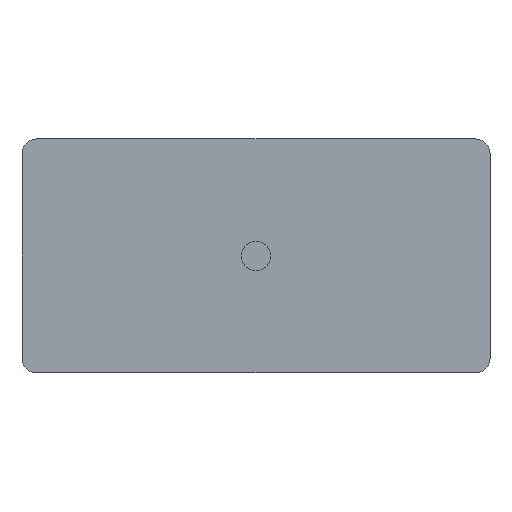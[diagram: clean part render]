
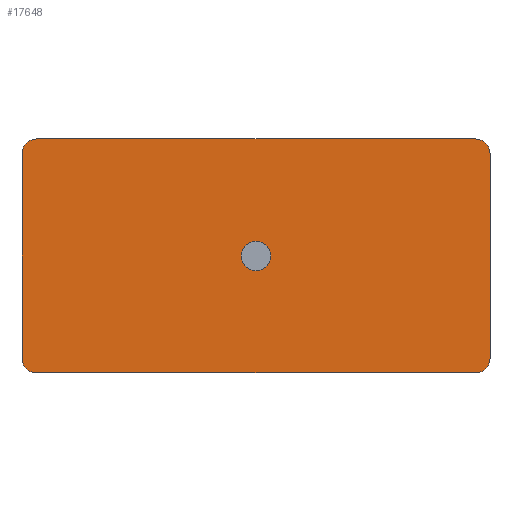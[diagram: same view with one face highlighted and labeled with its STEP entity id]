
A CAD part, front view. The second image highlights one B-rep face of the part: STEP entity #17648.
In plain terms, the highlighted planar face has unit normal (0, -1, 0).
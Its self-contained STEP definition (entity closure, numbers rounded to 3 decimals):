
#742=CARTESIAN_POINT('',(-1.0,-30.,0.0));
#743=VERTEX_POINT('',#742);
#759=CARTESIAN_POINT('',(1.0,-30.,0.));
#760=VERTEX_POINT('',#759);
#767=CARTESIAN_POINT('',(0.,-30.,0.0));
#768=DIRECTION('',(0.0,1.0,0.0));
#769=DIRECTION('',(-1.0,0.0,0.0));
#770=AXIS2_PLACEMENT_3D('',#767,#768,#769);
#771=CIRCLE('',#770,1.0);
#772=EDGE_CURVE('',#743,#760,#771,.T.);
#824=CARTESIAN_POINT('',(15.707,-30.,-7.707));
#825=VERTEX_POINT('',#824);
#834=CARTESIAN_POINT('',(15.,-30.,-8.0));
#835=VERTEX_POINT('',#834);
#836=CARTESIAN_POINT('',(15.,-30.,-7.0));
#837=DIRECTION('',(0.0,1.0,0.0));
#838=DIRECTION('',(0.707,0.0,-0.707));
#839=AXIS2_PLACEMENT_3D('',#836,#837,#838);
#840=CIRCLE('',#839,1.0);
#841=EDGE_CURVE('',#825,#835,#840,.T.);
#868=CARTESIAN_POINT('',(15.707,-30.,7.707));
#869=VERTEX_POINT('',#868);
#885=CARTESIAN_POINT('',(15.,-30.,8.0));
#886=VERTEX_POINT('',#885);
#893=CARTESIAN_POINT('',(15.,-30.,7.0));
#894=DIRECTION('',(0.0,1.,0.0));
#895=DIRECTION('',(0.707,0.0,0.707));
#896=AXIS2_PLACEMENT_3D('',#893,#894,#895);
#897=CIRCLE('',#896,1.);
#898=EDGE_CURVE('',#886,#869,#897,.T.);
#908=CARTESIAN_POINT('',(-15.707,-30.,7.707));
#909=VERTEX_POINT('',#908);
#918=CARTESIAN_POINT('',(-15.0,-30.,8.0));
#919=VERTEX_POINT('',#918);
#920=CARTESIAN_POINT('',(-15.0,-30.,7.0));
#921=DIRECTION('',(0.0,1.,0.0));
#922=DIRECTION('',(-0.707,0.0,0.707));
#923=AXIS2_PLACEMENT_3D('',#920,#921,#922);
#924=CIRCLE('',#923,1.);
#925=EDGE_CURVE('',#909,#919,#924,.T.);
#952=CARTESIAN_POINT('',(-15.707,-30.,-7.707));
#953=VERTEX_POINT('',#952);
#969=CARTESIAN_POINT('',(-15.0,-30.,-8.0));
#970=VERTEX_POINT('',#969);
#977=CARTESIAN_POINT('',(-15.0,-30.,-7.0));
#978=DIRECTION('',(0.0,1.,0.0));
#979=DIRECTION('',(-0.707,0.0,-0.707));
#980=AXIS2_PLACEMENT_3D('',#977,#978,#979);
#981=CIRCLE('',#980,1.);
#982=EDGE_CURVE('',#970,#953,#981,.T.);
#17353=CARTESIAN_POINT('',(-16.0,-30.,-7.0));
#17354=VERTEX_POINT('',#17353);
#17355=CARTESIAN_POINT('',(-15.0,-30.,-7.0));
#17356=DIRECTION('',(0.0,1.,0.0));
#17357=DIRECTION('',(-0.707,0.0,-0.707));
#17358=AXIS2_PLACEMENT_3D('',#17355,#17356,#17357);
#17359=CIRCLE('',#17358,1.);
#17360=EDGE_CURVE('',#953,#17354,#17359,.T.);
#17393=CARTESIAN_POINT('',(-15.0,-30.,-8.0));
#17394=DIRECTION('',(1.0,0.0,0.0));
#17395=VECTOR('',#17394,30.);
#17396=LINE('',#17393,#17395);
#17397=EDGE_CURVE('',#970,#835,#17396,.T.);
#17518=CARTESIAN_POINT('',(-16.0,-30.,7.0));
#17519=VERTEX_POINT('',#17518);
#17526=CARTESIAN_POINT('',(-15.0,-30.,7.0));
#17527=DIRECTION('',(0.0,1.,0.0));
#17528=DIRECTION('',(-0.707,0.0,0.707));
#17529=AXIS2_PLACEMENT_3D('',#17526,#17527,#17528);
#17530=CIRCLE('',#17529,1.);
#17531=EDGE_CURVE('',#17519,#909,#17530,.T.);
#17542=CARTESIAN_POINT('',(15.,-30.,8.0));
#17543=DIRECTION('',(-1.0,0.0,0.0));
#17544=VECTOR('',#17543,30.);
#17545=LINE('',#17542,#17544);
#17546=EDGE_CURVE('',#886,#919,#17545,.T.);
#17593=CARTESIAN_POINT('',(16.0,-30.,-8.0));
#17594=DIRECTION('',(0.0,-1.0,0.0));
#17595=DIRECTION('',(0.0,0.0,-1.0));
#17596=AXIS2_PLACEMENT_3D('',#17593,#17594,#17595);
#17597=PLANE('',#17596);
#17598=ORIENTED_EDGE('',*,*,#982,.F.);
#17599=ORIENTED_EDGE('',*,*,#17397,.T.);
#17600=ORIENTED_EDGE('',*,*,#841,.F.);
#17601=CARTESIAN_POINT('',(16.0,-30.,-7.0));
#17602=VERTEX_POINT('',#17601);
#17603=CARTESIAN_POINT('',(15.,-30.,-7.0));
#17604=DIRECTION('',(0.0,1.0,0.0));
#17605=DIRECTION('',(0.707,0.0,-0.707));
#17606=AXIS2_PLACEMENT_3D('',#17603,#17604,#17605);
#17607=CIRCLE('',#17606,1.0);
#17608=EDGE_CURVE('',#17602,#825,#17607,.T.);
#17609=ORIENTED_EDGE('',*,*,#17608,.F.);
#17610=CARTESIAN_POINT('',(16.0,-30.,7.0));
#17611=VERTEX_POINT('',#17610);
#17612=CARTESIAN_POINT('',(16.0,-30.,-7.0));
#17613=DIRECTION('',(0.0,0.0,1.0));
#17614=VECTOR('',#17613,14.0);
#17615=LINE('',#17612,#17614);
#17616=EDGE_CURVE('',#17602,#17611,#17615,.T.);
#17617=ORIENTED_EDGE('',*,*,#17616,.T.);
#17618=CARTESIAN_POINT('',(15.,-30.,7.0));
#17619=DIRECTION('',(0.0,1.,0.0));
#17620=DIRECTION('',(0.707,0.0,0.707));
#17621=AXIS2_PLACEMENT_3D('',#17618,#17619,#17620);
#17622=CIRCLE('',#17621,1.);
#17623=EDGE_CURVE('',#869,#17611,#17622,.T.);
#17624=ORIENTED_EDGE('',*,*,#17623,.F.);
#17625=ORIENTED_EDGE('',*,*,#898,.F.);
#17626=ORIENTED_EDGE('',*,*,#17546,.T.);
#17627=ORIENTED_EDGE('',*,*,#925,.F.);
#17628=ORIENTED_EDGE('',*,*,#17531,.F.);
#17629=CARTESIAN_POINT('',(-16.0,-30.,-7.0));
#17630=DIRECTION('',(0.0,0.0,1.0));
#17631=VECTOR('',#17630,14.0);
#17632=LINE('',#17629,#17631);
#17633=EDGE_CURVE('',#17354,#17519,#17632,.T.);
#17634=ORIENTED_EDGE('',*,*,#17633,.F.);
#17635=ORIENTED_EDGE('',*,*,#17360,.F.);
#17636=EDGE_LOOP('',(#17598,#17599,#17600,#17609,#17617,#17624,#17625,#17626,#17627,#17628,#17634,#17635));
#17637=FACE_OUTER_BOUND('',#17636,.T.);
#17638=ORIENTED_EDGE('',*,*,#772,.T.);
#17639=CARTESIAN_POINT('',(0.,-30.,0.0));
#17640=DIRECTION('',(0.0,1.0,0.0));
#17641=DIRECTION('',(-1.0,0.0,0.0));
#17642=AXIS2_PLACEMENT_3D('',#17639,#17640,#17641);
#17643=CIRCLE('',#17642,1.0);
#17644=EDGE_CURVE('',#760,#743,#17643,.T.);
#17645=ORIENTED_EDGE('',*,*,#17644,.T.);
#17646=EDGE_LOOP('',(#17638,#17645));
#17647=FACE_BOUND('',#17646,.T.);
#17648=ADVANCED_FACE('',(#17637,#17647),#17597,.T.);
